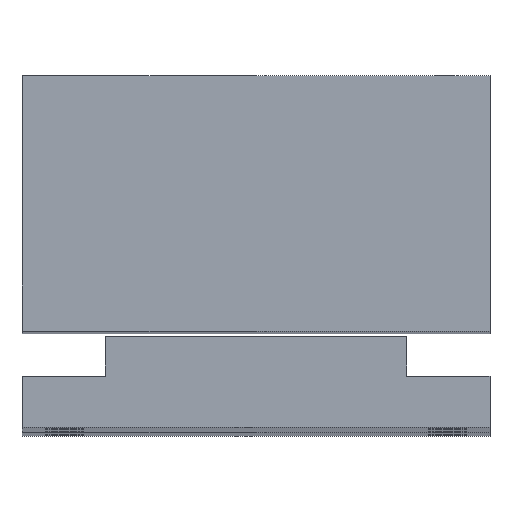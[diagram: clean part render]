
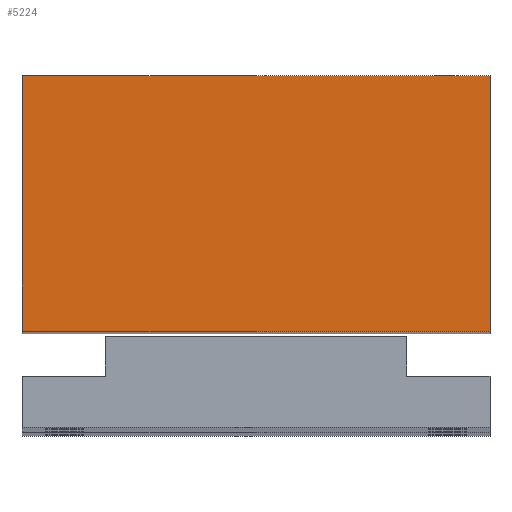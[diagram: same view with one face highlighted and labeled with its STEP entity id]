
A CAD part, top view. The second image highlights one B-rep face of the part: STEP entity #5224.
In plain terms, the highlighted planar face has unit normal (0, 0, 1).
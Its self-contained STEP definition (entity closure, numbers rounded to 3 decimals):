
#220 = VECTOR ( 'NONE', #1041, 1000. ) ;
#281 = CARTESIAN_POINT ( 'NONE',  ( 55., 30., 193. ) ) ;
#716 = CARTESIAN_POINT ( 'NONE',  ( 55., 0., 193. ) ) ;
#739 = VECTOR ( 'NONE', #5322, 1000. ) ;
#1035 = AXIS2_PLACEMENT_3D ( 'NONE', #2537, #3512, #4480 ) ;
#1041 = DIRECTION ( 'NONE',  ( 0., -1., 0. ) ) ;
#1442 = VECTOR ( 'NONE', #4949, 1000. ) ;
#1488 = CARTESIAN_POINT ( 'NONE',  ( 0., 0., 193. ) ) ;
#1536 = CARTESIAN_POINT ( 'NONE',  ( 55., 0., 193. ) ) ;
#1930 = LINE ( 'NONE', #1488, #220 ) ;
#2200 = ORIENTED_EDGE ( 'NONE', *, *, #4163, .T. ) ;
#2369 = VERTEX_POINT ( 'NONE', #4450 ) ;
#2416 = CARTESIAN_POINT ( 'NONE',  ( 0., 30., 193. ) ) ;
#2479 = LINE ( 'NONE', #5826, #739 ) ;
#2537 = CARTESIAN_POINT ( 'NONE',  ( 0., 0., 193. ) ) ;
#2557 = EDGE_LOOP ( 'NONE', ( #2681, #6217, #3668, #2200 ) ) ;
#2568 = LINE ( 'NONE', #1536, #3407 ) ;
#2681 = ORIENTED_EDGE ( 'NONE', *, *, #4214, .T. ) ;
#3094 = PLANE ( 'NONE',  #1035 ) ;
#3407 = VECTOR ( 'NONE', #4541, 1000. ) ;
#3512 = DIRECTION ( 'NONE',  ( 0., 0., -1. ) ) ;
#3668 = ORIENTED_EDGE ( 'NONE', *, *, #5309, .T. ) ;
#4163 = EDGE_CURVE ( 'NONE', #5400, #2369, #4987, .T. ) ;
#4214 = EDGE_CURVE ( 'NONE', #2369, #6210, #1930, .T. ) ;
#4331 = VERTEX_POINT ( 'NONE', #716 ) ;
#4450 = CARTESIAN_POINT ( 'NONE',  ( 0., 30., 193. ) ) ;
#4480 = DIRECTION ( 'NONE',  ( -1., 0., 0. ) ) ;
#4541 = DIRECTION ( 'NONE',  ( 0., 1., 0. ) ) ;
#4673 = EDGE_CURVE ( 'NONE', #6210, #4331, #2479, .T. ) ;
#4949 = DIRECTION ( 'NONE',  ( -1., 0., 0. ) ) ;
#4987 = LINE ( 'NONE', #2416, #1442 ) ;
#5224 = ADVANCED_FACE ( 'NONE', ( #5786 ), #3094, .F. ) ;
#5309 = EDGE_CURVE ( 'NONE', #4331, #5400, #2568, .T. ) ;
#5322 = DIRECTION ( 'NONE',  ( 1., 0., 0. ) ) ;
#5400 = VERTEX_POINT ( 'NONE', #281 ) ;
#5786 = FACE_OUTER_BOUND ( 'NONE', #2557, .T. ) ;
#5826 = CARTESIAN_POINT ( 'NONE',  ( 0., 0., 193. ) ) ;
#5917 = CARTESIAN_POINT ( 'NONE',  ( 0., 0., 193. ) ) ;
#6210 = VERTEX_POINT ( 'NONE', #5917 ) ;
#6217 = ORIENTED_EDGE ( 'NONE', *, *, #4673, .T. ) ;
